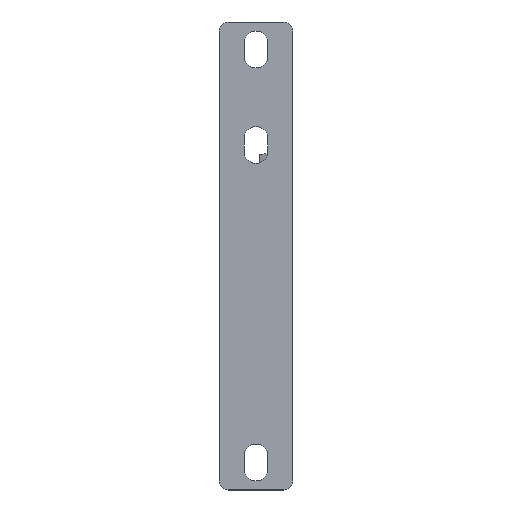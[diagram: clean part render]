
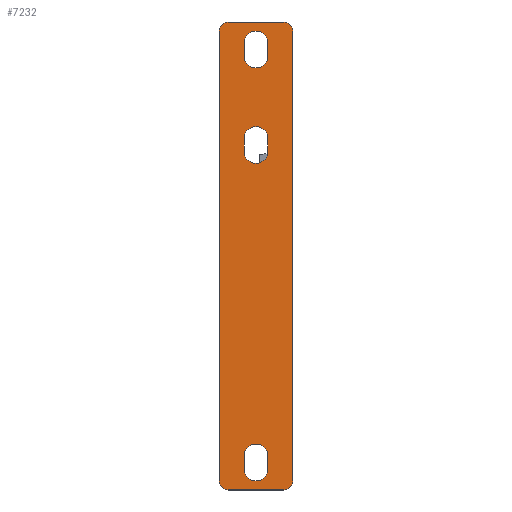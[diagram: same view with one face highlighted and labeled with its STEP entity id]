
A CAD part, top view. The second image highlights one B-rep face of the part: STEP entity #7232.
In plain terms, the highlighted face is planar.
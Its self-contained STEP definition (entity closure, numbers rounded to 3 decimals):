
#6839=DIRECTION('',(0.,0.,-1.));
#6840=VECTOR('',#6839,245.);
#6841=CARTESIAN_POINT('',(0.,-40.,-5.));
#6842=LINE('',#6841,#6840);
#6843=DIRECTION('',(0.,-1.,0.));
#6844=VECTOR('',#6843,30.);
#6845=CARTESIAN_POINT('',(0.,-5.,0.));
#6846=LINE('',#6845,#6844);
#6847=DIRECTION('',(0.,0.,1.));
#6848=VECTOR('',#6847,245.);
#6849=CARTESIAN_POINT('',(0.,0.,-250.));
#6850=LINE('',#6849,#6848);
#6851=DIRECTION('',(0.,1.,0.));
#6852=VECTOR('',#6851,30.);
#6853=CARTESIAN_POINT('',(0.,-35.,-255.));
#6854=LINE('',#6853,#6852);
#6855=DIRECTION('',(0.,0.,-1.));
#6856=VECTOR('',#6855,7.);
#6857=CARTESIAN_POINT('',(0.,-13.5,-236.5));
#6858=LINE('',#6857,#6856);
#6859=CARTESIAN_POINT('',(0.,-20.,-236.5));
#6860=DIRECTION('',(1.,0.,0.));
#6861=DIRECTION('',(0.,1.,0.));
#6862=AXIS2_PLACEMENT_3D('',#6859,#6860,#6861);
#6864=DIRECTION('',(0.,0.,1.));
#6865=VECTOR('',#6864,7.);
#6866=CARTESIAN_POINT('',(0.,-26.5,-243.5));
#6867=LINE('',#6866,#6865);
#6868=CARTESIAN_POINT('',(0.,-20.,-243.5));
#6869=DIRECTION('',(1.,0.,0.));
#6870=DIRECTION('',(0.,-1.,0.));
#6871=AXIS2_PLACEMENT_3D('',#6868,#6869,#6870);
#6873=CARTESIAN_POINT('',(0.,-20.,-18.5));
#6874=DIRECTION('',(1.,0.,0.));
#6875=DIRECTION('',(0.,-1.,0.));
#6876=AXIS2_PLACEMENT_3D('',#6873,#6874,#6875);
#6878=DIRECTION('',(0.,0.,-1.));
#6879=VECTOR('',#6878,7.);
#6880=CARTESIAN_POINT('',(0.,-13.5,-11.5));
#6881=LINE('',#6880,#6879);
#6882=CARTESIAN_POINT('',(0.,-20.,-11.5));
#6883=DIRECTION('',(1.,0.,0.));
#6884=DIRECTION('',(0.,1.,0.));
#6885=AXIS2_PLACEMENT_3D('',#6882,#6883,#6884);
#6887=DIRECTION('',(0.,0.,1.));
#6888=VECTOR('',#6887,7.);
#6889=CARTESIAN_POINT('',(0.,-26.5,-18.5));
#6890=LINE('',#6889,#6888);
#6891=DIRECTION('',(0.,0.,1.));
#6892=VECTOR('',#6891,7.);
#6893=CARTESIAN_POINT('',(0.,-26.5,-70.5));
#6894=LINE('',#6893,#6892);
#6895=CARTESIAN_POINT('',(0.,-20.,-70.5));
#6896=DIRECTION('',(1.,0.,0.));
#6897=DIRECTION('',(0.,-1.,0.));
#6898=AXIS2_PLACEMENT_3D('',#6895,#6896,#6897);
#6900=DIRECTION('',(0.,0.,-1.));
#6901=VECTOR('',#6900,7.);
#6902=CARTESIAN_POINT('',(0.,-13.5,-63.5));
#6903=LINE('',#6902,#6901);
#6904=CARTESIAN_POINT('',(0.,-20.,-63.5));
#6905=DIRECTION('',(1.,0.,0.));
#6906=DIRECTION('',(0.,1.,0.));
#6907=AXIS2_PLACEMENT_3D('',#6904,#6905,#6906);
#6922=CARTESIAN_POINT('',(0.,-35.,-250.));
#6923=DIRECTION('',(1.,0.,0.));
#6924=DIRECTION('',(0.,-1.,0.));
#6925=AXIS2_PLACEMENT_3D('',#6922,#6923,#6924);
#6940=CARTESIAN_POINT('',(0.,-5.,-250.));
#6941=DIRECTION('',(1.,0.,0.));
#6942=DIRECTION('',(0.,0.,-1.));
#6943=AXIS2_PLACEMENT_3D('',#6940,#6941,#6942);
#6958=CARTESIAN_POINT('',(0.,-5.,-5.));
#6959=DIRECTION('',(1.,0.,0.));
#6960=DIRECTION('',(0.,1.,0.));
#6961=AXIS2_PLACEMENT_3D('',#6958,#6959,#6960);
#6976=CARTESIAN_POINT('',(0.,-35.,-5.));
#6977=DIRECTION('',(1.,0.,0.));
#6978=DIRECTION('',(0.,0.,1.));
#6979=AXIS2_PLACEMENT_3D('',#6976,#6977,#6978);
#7100=CARTESIAN_POINT('',(0.,-35.,-255.));
#7102=VERTEX_POINT('',#7100);
#7105=CARTESIAN_POINT('',(0.,-40.,-250.));
#7106=VERTEX_POINT('',#7105);
#7108=CARTESIAN_POINT('',(0.,0.,-250.));
#7110=VERTEX_POINT('',#7108);
#7113=CARTESIAN_POINT('',(0.,-5.,-255.));
#7114=VERTEX_POINT('',#7113);
#7116=CARTESIAN_POINT('',(0.,-40.,-5.));
#7118=VERTEX_POINT('',#7116);
#7121=CARTESIAN_POINT('',(0.,-35.,0.));
#7122=VERTEX_POINT('',#7121);
#7124=CARTESIAN_POINT('',(0.,-5.,0.));
#7126=VERTEX_POINT('',#7124);
#7129=CARTESIAN_POINT('',(0.,0.,-5.));
#7130=VERTEX_POINT('',#7129);
#7131=CARTESIAN_POINT('',(0.,-13.5,-236.5));
#7132=CARTESIAN_POINT('',(0.,-13.5,-243.5));
#7133=VERTEX_POINT('',#7131);
#7134=VERTEX_POINT('',#7132);
#7135=CARTESIAN_POINT('',(0.,-26.5,-243.5));
#7136=VERTEX_POINT('',#7135);
#7137=CARTESIAN_POINT('',(0.,-26.5,-236.5));
#7138=VERTEX_POINT('',#7137);
#7139=CARTESIAN_POINT('',(0.,-26.5,-18.5));
#7140=CARTESIAN_POINT('',(0.,-13.5,-18.5));
#7141=VERTEX_POINT('',#7139);
#7142=VERTEX_POINT('',#7140);
#7143=CARTESIAN_POINT('',(0.,-26.5,-11.5));
#7144=VERTEX_POINT('',#7143);
#7145=CARTESIAN_POINT('',(0.,-13.5,-11.5));
#7146=VERTEX_POINT('',#7145);
#7163=CARTESIAN_POINT('',(0.,-26.5,-70.5));
#7164=CARTESIAN_POINT('',(0.,-26.5,-63.5));
#7165=VERTEX_POINT('',#7163);
#7166=VERTEX_POINT('',#7164);
#7167=CARTESIAN_POINT('',(0.,-13.5,-63.5));
#7168=VERTEX_POINT('',#7167);
#7169=CARTESIAN_POINT('',(0.,-13.5,-70.5));
#7170=VERTEX_POINT('',#7169);
#7179=CARTESIAN_POINT('',(0.,0.,0.));
#7180=DIRECTION('',(1.,0.,0.));
#7181=DIRECTION('',(0.,-1.,0.));
#7182=AXIS2_PLACEMENT_3D('',#7179,#7180,#7181);
#7183=PLANE('',#7182);
#7185=ORIENTED_EDGE('',*,*,#7184,.F.);
#7187=ORIENTED_EDGE('',*,*,#7186,.F.);
#7189=ORIENTED_EDGE('',*,*,#7188,.F.);
#7191=ORIENTED_EDGE('',*,*,#7190,.F.);
#7193=ORIENTED_EDGE('',*,*,#7192,.F.);
#7195=ORIENTED_EDGE('',*,*,#7194,.F.);
#7197=ORIENTED_EDGE('',*,*,#7196,.F.);
#7199=ORIENTED_EDGE('',*,*,#7198,.F.);
#7200=EDGE_LOOP('',(#7185,#7187,#7189,#7191,#7193,#7195,#7197,#7199));
#7201=FACE_OUTER_BOUND('',#7200,.F.);
#7203=ORIENTED_EDGE('',*,*,#7202,.F.);
#7205=ORIENTED_EDGE('',*,*,#7204,.T.);
#7207=ORIENTED_EDGE('',*,*,#7206,.F.);
#7209=ORIENTED_EDGE('',*,*,#7208,.T.);
#7210=EDGE_LOOP('',(#7203,#7205,#7207,#7209));
#7211=FACE_BOUND('',#7210,.F.);
#7213=ORIENTED_EDGE('',*,*,#7212,.T.);
#7215=ORIENTED_EDGE('',*,*,#7214,.F.);
#7217=ORIENTED_EDGE('',*,*,#7216,.T.);
#7219=ORIENTED_EDGE('',*,*,#7218,.F.);
#7220=EDGE_LOOP('',(#7213,#7215,#7217,#7219));
#7221=FACE_BOUND('',#7220,.F.);
#7223=ORIENTED_EDGE('',*,*,#7222,.F.);
#7225=ORIENTED_EDGE('',*,*,#7224,.T.);
#7227=ORIENTED_EDGE('',*,*,#7226,.F.);
#7229=ORIENTED_EDGE('',*,*,#7228,.T.);
#7230=EDGE_LOOP('',(#7223,#7225,#7227,#7229));
#7231=FACE_BOUND('',#7230,.F.);
#7232=ADVANCED_FACE('',(#7201,#7211,#7221,#7231),#7183,.T.);
#6863=CIRCLE('',#6862,6.5);
#6872=CIRCLE('',#6871,6.5);
#6877=CIRCLE('',#6876,6.5);
#6886=CIRCLE('',#6885,6.5);
#6899=CIRCLE('',#6898,6.5);
#6908=CIRCLE('',#6907,6.5);
#6926=CIRCLE('',#6925,5.);
#6944=CIRCLE('',#6943,5.);
#6962=CIRCLE('',#6961,5.);
#6980=CIRCLE('',#6979,5.);
#7184=EDGE_CURVE('',#7106,#7102,#6926,.T.);
#7186=EDGE_CURVE('',#7118,#7106,#6842,.T.);
#7188=EDGE_CURVE('',#7122,#7118,#6980,.T.);
#7190=EDGE_CURVE('',#7126,#7122,#6846,.T.);
#7192=EDGE_CURVE('',#7130,#7126,#6962,.T.);
#7194=EDGE_CURVE('',#7110,#7130,#6850,.T.);
#7196=EDGE_CURVE('',#7114,#7110,#6944,.T.);
#7198=EDGE_CURVE('',#7102,#7114,#6854,.T.);
#7202=EDGE_CURVE('',#7133,#7134,#6858,.T.);
#7204=EDGE_CURVE('',#7133,#7138,#6863,.T.);
#7206=EDGE_CURVE('',#7136,#7138,#6867,.T.);
#7208=EDGE_CURVE('',#7136,#7134,#6872,.T.);
#7212=EDGE_CURVE('',#7141,#7142,#6877,.T.);
#7214=EDGE_CURVE('',#7146,#7142,#6881,.T.);
#7216=EDGE_CURVE('',#7146,#7144,#6886,.T.);
#7218=EDGE_CURVE('',#7141,#7144,#6890,.T.);
#7222=EDGE_CURVE('',#7165,#7166,#6894,.T.);
#7224=EDGE_CURVE('',#7165,#7170,#6899,.T.);
#7226=EDGE_CURVE('',#7168,#7170,#6903,.T.);
#7228=EDGE_CURVE('',#7168,#7166,#6908,.T.);
